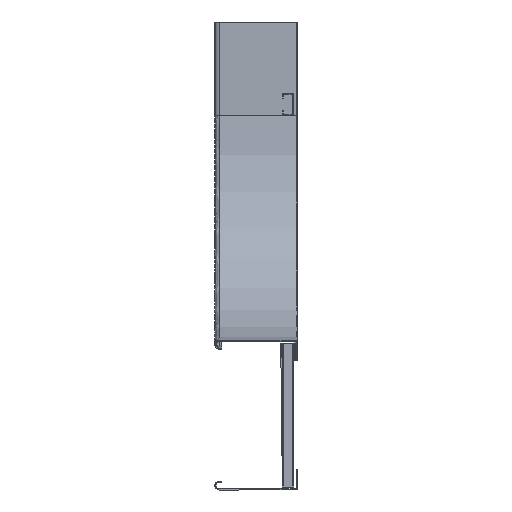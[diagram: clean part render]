
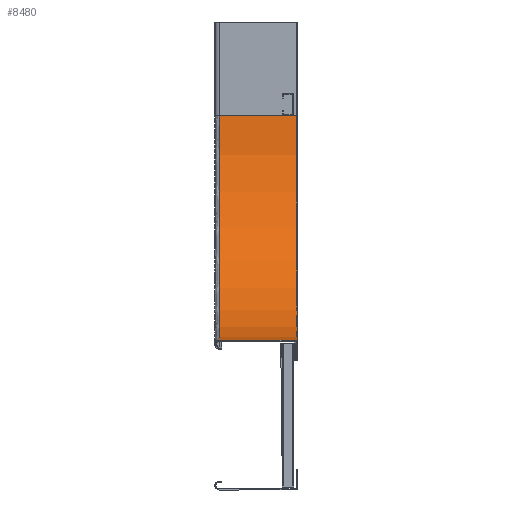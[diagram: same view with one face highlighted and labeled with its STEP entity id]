
A CAD part, left-side view. The second image highlights one B-rep face of the part: STEP entity #8480.
In plain terms, the highlighted cylindrical face has radius 300 mm (diameter 600 mm), a partial arc.
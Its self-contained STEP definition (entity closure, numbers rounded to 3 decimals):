
#630 = DIRECTION ( 'NONE',  ( 0., 1., 0. ) ) ;
#771 = CARTESIAN_POINT ( 'NONE',  ( 300., 0., -425. ) ) ;
#1053 = ORIENTED_EDGE ( 'NONE', *, *, #6996, .F. ) ;
#1093 = VERTEX_POINT ( 'NONE', #1973 ) ;
#1269 = AXIS2_PLACEMENT_3D ( 'NONE', #6934, #9155, #2250 ) ;
#1628 = AXIS2_PLACEMENT_3D ( 'NONE', #2730, #8127, #3513 ) ;
#1735 = ORIENTED_EDGE ( 'NONE', *, *, #6473, .F. ) ;
#1740 = VERTEX_POINT ( 'NONE', #771 ) ;
#1886 = LINE ( 'NONE', #7854, #7795 ) ;
#1973 = CARTESIAN_POINT ( 'NONE',  ( 300., 104., -425. ) ) ;
#1991 = VECTOR ( 'NONE', #630, 1000. ) ;
#2048 = CARTESIAN_POINT ( 'NONE',  ( 300., 104., -125. ) ) ;
#2056 = DIRECTION ( 'NONE',  ( 0., -1., 0. ) ) ;
#2063 = DIRECTION ( 'NONE',  ( 0., 0., -1. ) ) ;
#2250 = DIRECTION ( 'NONE',  ( 0., 0., -1. ) ) ;
#2497 = FACE_OUTER_BOUND ( 'NONE', #9907, .T. ) ;
#2730 = CARTESIAN_POINT ( 'NONE',  ( 300., 0., -125. ) ) ;
#2997 = AXIS2_PLACEMENT_3D ( 'NONE', #2048, #2056, #2063 ) ;
#3046 = ORIENTED_EDGE ( 'NONE', *, *, #8284, .F. ) ;
#3513 = DIRECTION ( 'NONE',  ( 0., 0., -1. ) ) ;
#3829 = VERTEX_POINT ( 'NONE', #5135 ) ;
#4050 = CARTESIAN_POINT ( 'NONE',  ( 0., 0., -125. ) ) ;
#4932 = EDGE_CURVE ( 'NONE', #3829, #9421, #7540, .T. ) ;
#5135 = CARTESIAN_POINT ( 'NONE',  ( 0., 0., -125. ) ) ;
#6473 = EDGE_CURVE ( 'NONE', #9421, #1093, #8049, .T. ) ;
#6934 = CARTESIAN_POINT ( 'NONE',  ( 300., 0., -125. ) ) ;
#6996 = EDGE_CURVE ( 'NONE', #1093, #1740, #1886, .T. ) ;
#7540 = LINE ( 'NONE', #4050, #1991 ) ;
#7795 = VECTOR ( 'NONE', #7965, 1000. ) ;
#7854 = CARTESIAN_POINT ( 'NONE',  ( 300., 0., -425. ) ) ;
#7965 = DIRECTION ( 'NONE',  ( 0., -1., 0. ) ) ;
#8049 = CIRCLE ( 'NONE', #2997, 300. ) ;
#8069 = CIRCLE ( 'NONE', #1628, 300. ) ;
#8127 = DIRECTION ( 'NONE',  ( 0., 1., 0. ) ) ;
#8284 = EDGE_CURVE ( 'NONE', #1740, #3829, #8069, .T. ) ;
#8480 = ADVANCED_FACE ( 'NONE', ( #2497 ), #9732, .F. ) ;
#9074 = ORIENTED_EDGE ( 'NONE', *, *, #4932, .F. ) ;
#9155 = DIRECTION ( 'NONE',  ( 0., -1., 0. ) ) ;
#9195 = CARTESIAN_POINT ( 'NONE',  ( 0., 104., -125. ) ) ;
#9421 = VERTEX_POINT ( 'NONE', #9195 ) ;
#9732 = CYLINDRICAL_SURFACE ( 'NONE', #1269, 300. ) ;
#9907 = EDGE_LOOP ( 'NONE', ( #9074, #3046, #1053, #1735 ) ) ;
